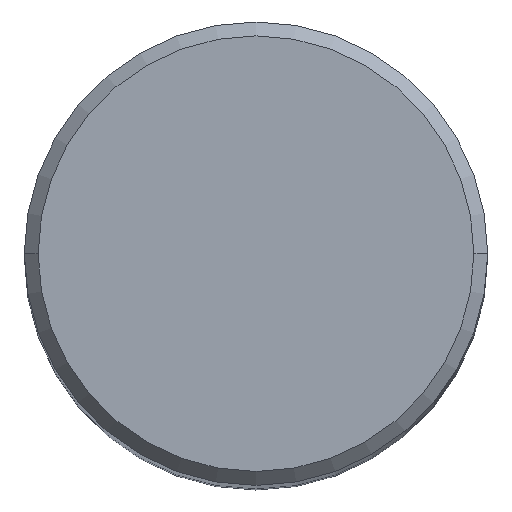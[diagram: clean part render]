
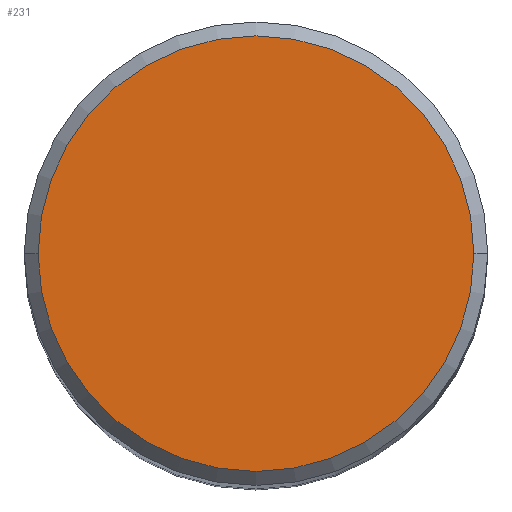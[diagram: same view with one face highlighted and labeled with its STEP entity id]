
A CAD part, top view. The second image highlights one B-rep face of the part: STEP entity #231.
In plain terms, the highlighted planar face has unit normal (0, 0, 1).
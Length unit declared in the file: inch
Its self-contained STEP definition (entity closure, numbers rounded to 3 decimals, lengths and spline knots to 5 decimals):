
#2 = CARTESIAN_POINT ( 'NONE',  ( 0., 0., 3. ) ) ;
#5 = EDGE_CURVE ( 'NONE', #335, #23, #142, .T. ) ;
#23 = VERTEX_POINT ( 'NONE', #129 ) ;
#60 = AXIS2_PLACEMENT_3D ( 'NONE', #2, #71, #212 ) ;
#71 = DIRECTION ( 'NONE',  ( 0., 0., 1. ) ) ;
#88 = EDGE_CURVE ( 'NONE', #23, #335, #256, .T. ) ;
#129 = CARTESIAN_POINT ( 'NONE',  ( 0.235, 0., 3. ) ) ;
#142 = CIRCLE ( 'NONE', #60, 0.235 ) ;
#198 = FACE_OUTER_BOUND ( 'NONE', #309, .T. ) ;
#210 = ORIENTED_EDGE ( 'NONE', *, *, #88, .T. ) ;
#211 = CARTESIAN_POINT ( 'NONE',  ( 0., 0., 3. ) ) ;
#212 = DIRECTION ( 'NONE',  ( 1., 0., 0. ) ) ;
#216 = DIRECTION ( 'NONE',  ( 0., 0., 1. ) ) ;
#225 = CARTESIAN_POINT ( 'NONE',  ( -0.235, 0., 3. ) ) ;
#231 = ADVANCED_FACE ( 'NONE', ( #198 ), #326, .T. ) ;
#256 = CIRCLE ( 'NONE', #277, 0.235 ) ;
#266 = DIRECTION ( 'NONE',  ( 1., 0., 0. ) ) ;
#277 = AXIS2_PLACEMENT_3D ( 'NONE', #318, #346, #322 ) ;
#309 = EDGE_LOOP ( 'NONE', ( #320, #210 ) ) ;
#315 = AXIS2_PLACEMENT_3D ( 'NONE', #211, #216, #266 ) ;
#318 = CARTESIAN_POINT ( 'NONE',  ( 0., 0., 3. ) ) ;
#320 = ORIENTED_EDGE ( 'NONE', *, *, #5, .T. ) ;
#322 = DIRECTION ( 'NONE',  ( 1., 0., 0. ) ) ;
#326 = PLANE ( 'NONE',  #315 ) ;
#335 = VERTEX_POINT ( 'NONE', #225 ) ;
#346 = DIRECTION ( 'NONE',  ( 0., 0., 1. ) ) ;
